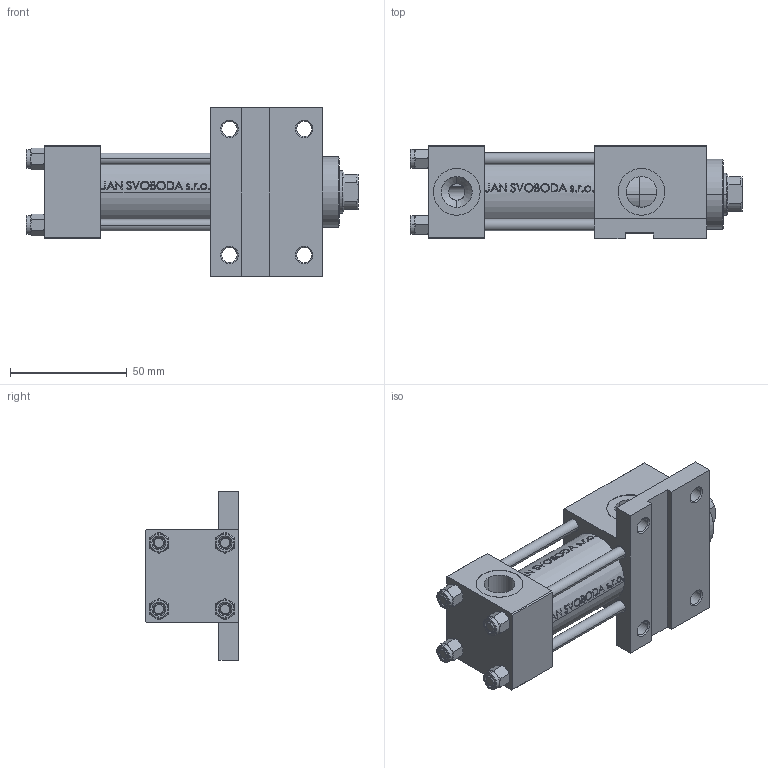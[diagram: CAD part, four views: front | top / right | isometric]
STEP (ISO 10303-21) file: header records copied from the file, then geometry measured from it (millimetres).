
FILE_DESCRIPTION (( 'STEP AP203' ), '1' );
FILE_NAME ('b590.STEP', '2023-08-26T14:50:37', ( '' ), ( '' ), 'SwSTEP 2.0', 'SolidWorks 2019', '' );
FILE_SCHEMA (( 'CONFIG_CONTROL_DESIGN' ));
Length unit declared in the file: millimetre
Products named in the file (6): NUT_M5_F 7c174a80268f5a0b28cdf6de377ca7d0; V215CR_F_Body 7c174a80268f5a0b28cdf6de377ca7d0; b590; V215CR_VCP_F 7c174a80268f5a0b28cdf6de377ca7d0; V215_VC_A 7c174a80268f5a0b28cdf6de377ca7d0; V215CR_F_TYCINKA 7c174a80268f5a0b28cdf6de377ca7d0
Assembly tree (11 placements, depth 2):
  b590
    V215CR_F_Body 7c174a80268f5a0b28cdf6de377ca7d0
    V215CR_VCP_F 7c174a80268f5a0b28cdf6de377ca7d0
    V215CR_F_TYCINKA 7c174a80268f5a0b28cdf6de377ca7d0  x4
    NUT_M5_F 7c174a80268f5a0b28cdf6de377ca7d0  x4
    V215_VC_A 7c174a80268f5a0b28cdf6de377ca7d0
Bounding box: 142 x 40 x 72 mm (x, y, z)
Volume: 160129.3 mm3; surface area: 60719.1 mm2
Topology: 11 solids, 11 shells, 1099 faces, 2724 edges, 1759 vertices
Faces by surface type: plane 435, bspline 380, cone 152, cylinder 124, torus 8
Entity records: 47504 total; most frequent: CARTESIAN_POINT 25863, ORIENTED_EDGE 4940, DIRECTION 3092, EDGE_CURVE 2470, VERTEX_POINT 1615, VECTOR 1276, LINE 1276, EDGE_LOOP 1111
